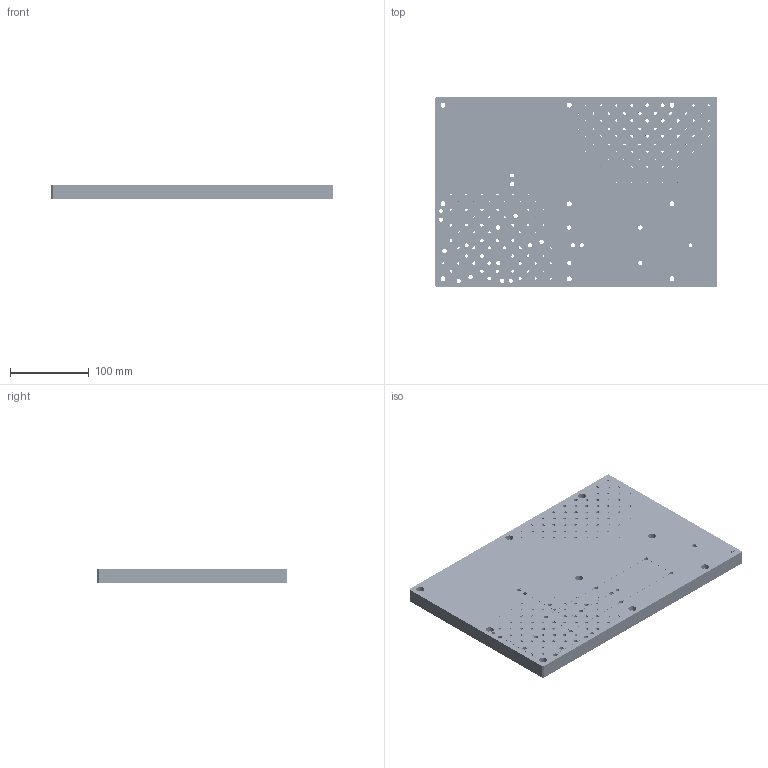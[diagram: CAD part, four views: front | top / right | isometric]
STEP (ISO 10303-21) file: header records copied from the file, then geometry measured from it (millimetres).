
FILE_DESCRIPTION(/* description */ (''),/* implementation_level */ '2;1');
FILE_NAME(/* name */ 'Makera Carvera Fixture Plate.step',/* time_stamp */ '2024-02-26T09:17:23-05:00',/* author */ (''),/* organization */ (''),/* preprocessor_version */ 'ST-DEVELOPER v20',/* originating_system */ 'Autodesk Translation Framework v12.20.1.177',/* authorisation */ '');
FILE_SCHEMA (('AUTOMOTIVE_DESIGN { 1 0 10303 214 3 1 1 }'));
Products named in the file (3): _Carvera CAD Master; INCH Plate; METRIC Plate
Assembly tree (2 placements, depth 2):
  _Carvera CAD Master
    INCH Plate
    METRIC Plate
Bounding box: 357 x 240 x 17.78 mm (x, y, z)
Surface area: 602490.6 mm2
Topology: 2 solids, 2 shells, 1533 faces, 4596 edges, 3064 vertices
Faces by surface type: cylinder 957, plane 414, bspline 162
Full cylindrical faces by diameter (mm): 4.881 x12, 5.035 x366, 5.118 x398, 5.5 x32, 6.25 x18, 8.5 x4, 10.15 x1, 10.25 x17, 13.081 x24
Entity records: 59554 total; most frequent: CARTESIAN_POINT 13948, ORIENTED_EDGE 9192, DIRECTION 9130, EDGE_CURVE 4596, AXIS2_PLACEMENT_3D 3618, EDGE_LOOP 3182, VERTEX_POINT 3064, CIRCLE 2242
